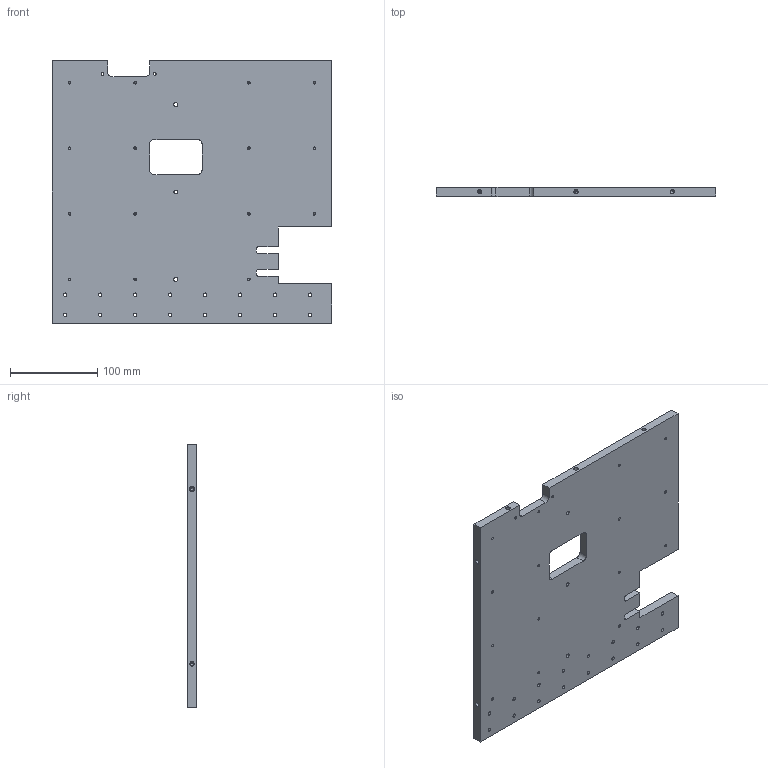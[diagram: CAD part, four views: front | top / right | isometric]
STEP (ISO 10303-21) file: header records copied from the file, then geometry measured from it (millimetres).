
FILE_DESCRIPTION (( 'STEP AP203' ), '1' );
FILE_NAME ('20-019363.step', '2022-03-22T14:01:45', ( '' ), ( '' ), 'SwSTEP 2.0', 'SolidWorks 2021', '' );
FILE_SCHEMA (( 'CONFIG_CONTROL_DESIGN' ));
Length unit declared in the file: millimetre
Products named in the file (1): 20-019363
Bounding box: 320 x 10 x 300 mm (x, y, z)
Volume: 877491.3 mm3; surface area: 198911.8 mm2
Topology: 1 solids, 1 shells, 273 faces, 670 edges, 402 vertices
Faces by surface type: cylinder 162, cone 56, plane 55
Entity records: 7925 total; most frequent: DIRECTION 1494, CARTESIAN_POINT 1294, ORIENTED_EDGE 1236, EDGE_CURVE 618, AXIS2_PLACEMENT_3D 602, VERTEX_POINT 402, EDGE_LOOP 372, CIRCLE 328
